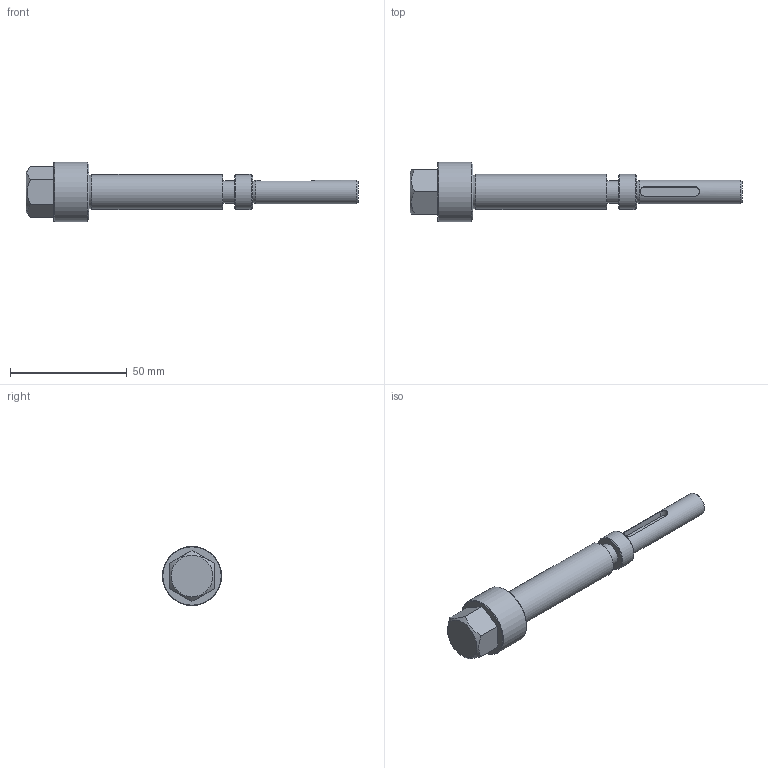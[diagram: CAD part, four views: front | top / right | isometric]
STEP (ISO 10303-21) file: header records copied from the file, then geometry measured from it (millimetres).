
FILE_DESCRIPTION(/* description */ (''),/* implementation_level */ '2;1');
FILE_NAME(/* name */ '3 Axis Lathe Eval.step',/* time_stamp */ '2018-04-19T10:08:26-04:00',/* author */ (''),/* organization */ (''),/* preprocessor_version */ 'ST-DEVELOPER v16.13',/* originating_system */ 'Autodesk Translation Framework v6.5.0.72',/* authorisation */ '');
FILE_SCHEMA (('AUTOMOTIVE_DESIGN { 1 0 10303 214 3 1 1 }'));
Length unit declared in the file: inch
Products named in the file (1): No Groove (1)
Bounding box: 141.99 x 25.4 x 25.4 mm (x, y, z)
Volume: 26304.5 mm3; surface area: 7866.6 mm2
Topology: 1 solids, 1 shells, 32 faces, 76 edges, 52 vertices
Faces by surface type: plane 16, cone 9, cylinder 7
Full cylindrical faces by diameter (mm): 9.525 x1, 10.033 x1, 14.986 x2, 25.4 x1
Entity records: 1001 total; most frequent: CARTESIAN_POINT 209, DIRECTION 164, ORIENTED_EDGE 152, EDGE_CURVE 76, AXIS2_PLACEMENT_3D 65, VERTEX_POINT 52, EDGE_LOOP 38, LINE 34
